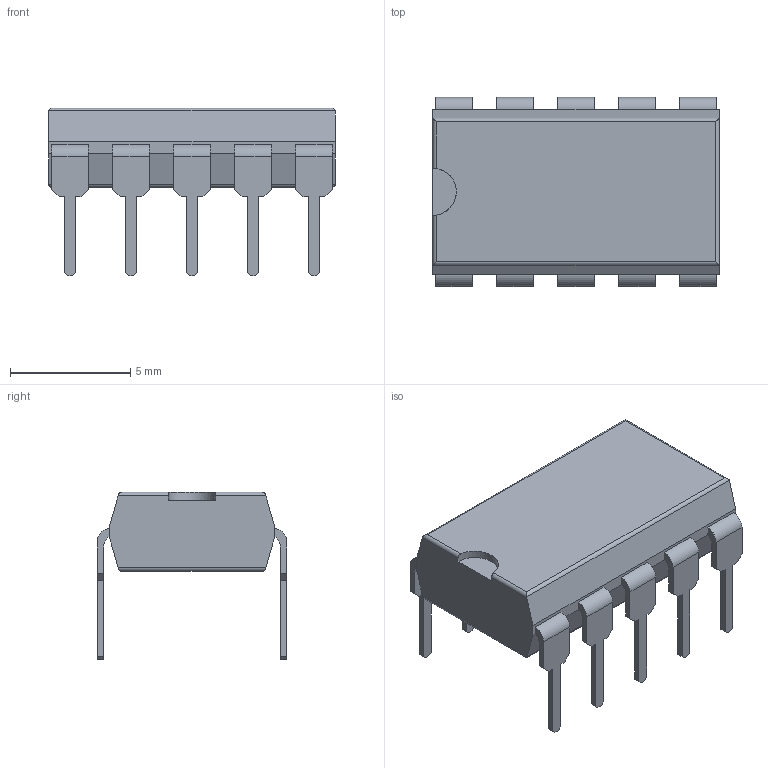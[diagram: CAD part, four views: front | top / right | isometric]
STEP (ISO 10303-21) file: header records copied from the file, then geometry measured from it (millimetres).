
FILE_DESCRIPTION(/* description */ (''),/* implementation_level */ '2;1');
FILE_NAME(/* name */ 'Package-DIP-10.step',/* time_stamp */ '2023-10-29T18:21:26+01:00',/* author */ (''),/* organization */ (''),/* preprocessor_version */ 'ST-DEVELOPER v20',/* originating_system */ 'Autodesk Translation Framework v12.14.0.127',/* authorisation */ '');
FILE_SCHEMA (('AUTOMOTIVE_DESIGN { 1 0 10303 214 3 1 1 }'));
Length unit declared in the file: millimetre
Products named in the file (3): Package-DIP-10; Leads; Body
Assembly tree (2 placements, depth 2):
  Package-DIP-10
    Leads
    Body
Bounding box: 11.94 x 7.87 x 6.99 mm (x, y, z)
Volume: 282.6 mm3; surface area: 515.1 mm2
Topology: 6 solids, 6 shells, 171 faces, 477 edges, 318 vertices
Faces by surface type: plane 141, cylinder 30
Entity records: 5548 total; most frequent: CARTESIAN_POINT 990, ORIENTED_EDGE 954, DIRECTION 887, EDGE_CURVE 477, LINE 417, VECTOR 417, VERTEX_POINT 318, AXIS2_PLACEMENT_3D 235
